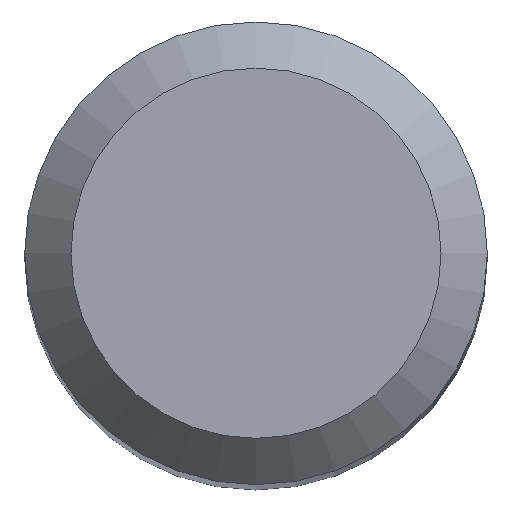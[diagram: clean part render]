
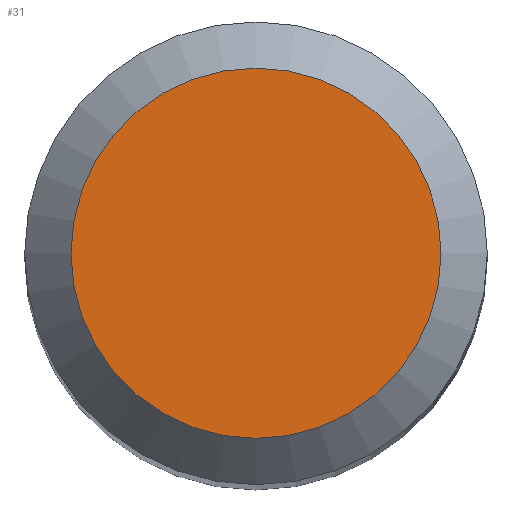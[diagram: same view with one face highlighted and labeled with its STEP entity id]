
A CAD part, top view. The second image highlights one B-rep face of the part: STEP entity #31.
In plain terms, the highlighted planar face has unit normal (0, 0, 1).
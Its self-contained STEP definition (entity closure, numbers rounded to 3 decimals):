
#15 = ORIENTED_EDGE ( 'NONE', *, *, #181, .F. ) ;
#21 = DIRECTION ( 'NONE',  ( 0., 1., 0. ) ) ;
#31 = ADVANCED_FACE ( 'NONE', ( #236 ), #149, .F. ) ;
#45 = CIRCLE ( 'NONE', #190, 2.4 ) ;
#72 = CARTESIAN_POINT ( 'NONE',  ( 0., 0., 51. ) ) ;
#77 = DIRECTION ( 'NONE',  ( 0., 0., -1. ) ) ;
#87 = DIRECTION ( 'NONE',  ( 0., 0., -1. ) ) ;
#120 = CARTESIAN_POINT ( 'NONE',  ( 0., 2.4, 51. ) ) ;
#135 = DIRECTION ( 'NONE',  ( 0., 1., 0. ) ) ;
#137 = EDGE_LOOP ( 'NONE', ( #15 ) ) ;
#149 = PLANE ( 'NONE',  #203 ) ;
#171 = VERTEX_POINT ( 'NONE', #120 ) ;
#175 = CARTESIAN_POINT ( 'NONE',  ( 0., 0., 51. ) ) ;
#181 = EDGE_CURVE ( 'NONE', #171, #171, #45, .T. ) ;
#190 = AXIS2_PLACEMENT_3D ( 'NONE', #175, #87, #21 ) ;
#203 = AXIS2_PLACEMENT_3D ( 'NONE', #72, #77, #135 ) ;
#236 = FACE_OUTER_BOUND ( 'NONE', #137, .T. ) ;
